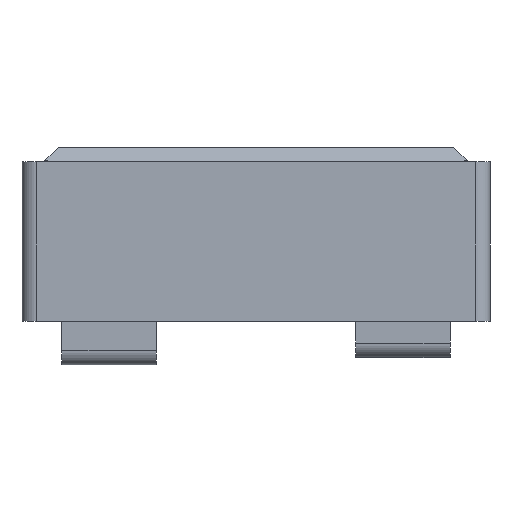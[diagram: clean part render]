
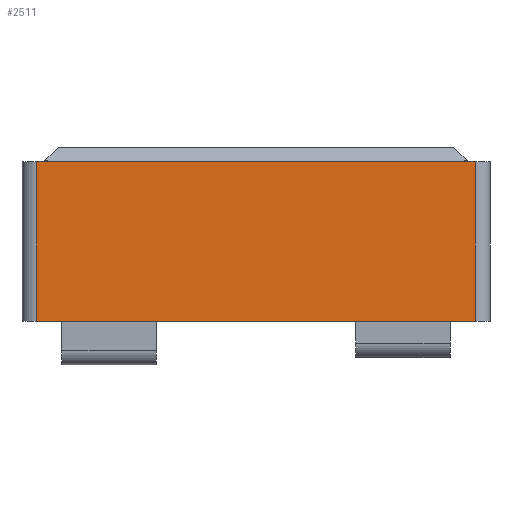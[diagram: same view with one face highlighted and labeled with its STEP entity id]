
A CAD part, left-side view. The second image highlights one B-rep face of the part: STEP entity #2511.
In plain terms, the highlighted planar face has unit normal (-1, 0, 0).
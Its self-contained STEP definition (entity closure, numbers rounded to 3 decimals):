
#69=LINE('',#3534,#186);
#70=LINE('',#3537,#187);
#71=LINE('',#3539,#188);
#72=LINE('',#3541,#189);
#186=VECTOR('',#2765,1000.);
#187=VECTOR('',#2766,1000.);
#188=VECTOR('',#2767,1000.);
#189=VECTOR('',#2768,1000.);
#385=ORIENTED_EDGE('',*,*,#927,.T.);
#386=ORIENTED_EDGE('',*,*,#928,.F.);
#387=ORIENTED_EDGE('',*,*,#929,.T.);
#388=ORIENTED_EDGE('',*,*,#930,.F.);
#927=EDGE_CURVE('',#1198,#1199,#69,.F.);
#928=EDGE_CURVE('',#1200,#1199,#70,.T.);
#929=EDGE_CURVE('',#1200,#1201,#71,.T.);
#930=EDGE_CURVE('',#1198,#1201,#72,.T.);
#1198=VERTEX_POINT('',#3535);
#1199=VERTEX_POINT('',#3536);
#1200=VERTEX_POINT('',#3538);
#1201=VERTEX_POINT('',#3540);
#1444=EDGE_LOOP('',(#385,#386,#387,#388));
#1567=FACE_BOUND('',#1444,.T.);
#1681=PLANE('',#2624);
#2511=ADVANCED_FACE('',(#1567),#1681,.T.);
#2624=AXIS2_PLACEMENT_3D('',#3533,#2763,#2764);
#2763=DIRECTION('',(-1.,0.,0.));
#2764=DIRECTION('',(0.,-1.,0.));
#2765=DIRECTION('',(0.,0.,-1.));
#2766=DIRECTION('',(0.,-1.,0.));
#2767=DIRECTION('',(0.,0.,-1.));
#2768=DIRECTION('',(0.,1.,0.));
#3533=CARTESIAN_POINT('',(-3.325,-3.225,2.4));
#3534=CARTESIAN_POINT('',(-3.325,-3.025,2.4));
#3535=CARTESIAN_POINT('',(-3.325,-3.025,0.));
#3536=CARTESIAN_POINT('',(-3.325,-3.025,2.2));
#3537=CARTESIAN_POINT('',(-3.325,3.225,2.2));
#3538=CARTESIAN_POINT('',(-3.325,3.025,2.2));
#3539=CARTESIAN_POINT('',(-3.325,3.025,2.4));
#3540=CARTESIAN_POINT('',(-3.325,3.025,0.));
#3541=CARTESIAN_POINT('',(-3.325,-3.225,0.));
